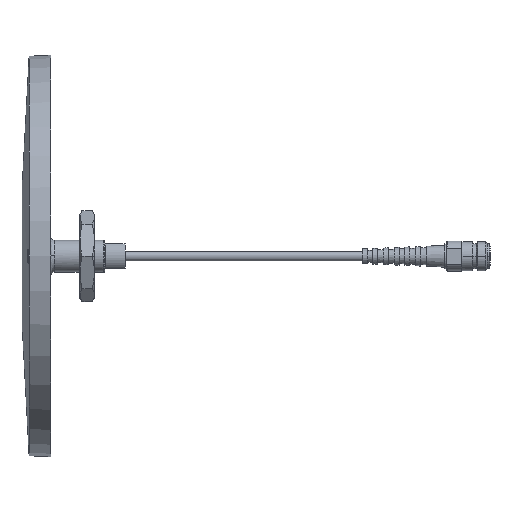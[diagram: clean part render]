
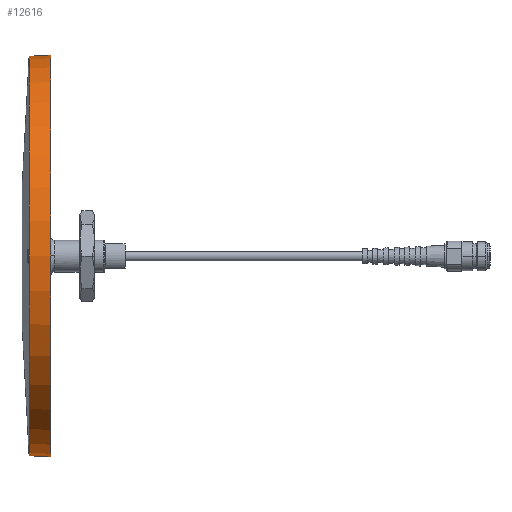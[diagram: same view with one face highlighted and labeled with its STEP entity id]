
A CAD part, left-side view. The second image highlights one B-rep face of the part: STEP entity #12616.
In plain terms, the highlighted conical face has half-angle 2.5 degrees and reference radius 110 mm.
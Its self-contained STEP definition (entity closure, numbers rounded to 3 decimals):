
#488 = CARTESIAN_POINT ( 'NONE',  ( 0., -0.2, 110.15 ) ) ;
#1105 = ORIENTED_EDGE ( 'NONE', *, *, #10947, .T. ) ;
#1770 = VERTEX_POINT ( 'NONE', #6284 ) ;
#2232 = EDGE_CURVE ( 'NONE', #10142, #5706, #3155, .T. ) ;
#2457 = CARTESIAN_POINT ( 'NONE',  ( 0., -0.2, 0.15 ) ) ;
#2965 = LINE ( 'NONE', #19071, #7349 ) ;
#3155 = LINE ( 'NONE', #488, #21927 ) ;
#3166 = DIRECTION ( 'NONE',  ( 0., 0., -1. ) ) ;
#5210 = EDGE_CURVE ( 'NONE', #1770, #8935, #2965, .T. ) ;
#5706 = VERTEX_POINT ( 'NONE', #18635 ) ;
#6125 = ORIENTED_EDGE ( 'NONE', *, *, #20481, .F. ) ;
#6284 = CARTESIAN_POINT ( 'NONE',  ( 0., 11.8, -109.326 ) ) ;
#7349 = VECTOR ( 'NONE', #10893, 1000. ) ;
#8154 = CARTESIAN_POINT ( 'NONE',  ( 0., -0.2, -109.85 ) ) ;
#8790 = DIRECTION ( 'NONE',  ( 0., 0., -1. ) ) ;
#8935 = VERTEX_POINT ( 'NONE', #8154 ) ;
#9397 = ORIENTED_EDGE ( 'NONE', *, *, #2232, .F. ) ;
#9871 = CARTESIAN_POINT ( 'NONE',  ( 0., 11.8, 0.15 ) ) ;
#10106 = AXIS2_PLACEMENT_3D ( 'NONE', #2457, #18319, #14300 ) ;
#10142 = VERTEX_POINT ( 'NONE', #21831 ) ;
#10893 = DIRECTION ( 'NONE',  ( 0., -0.999, -0.044 ) ) ;
#10947 = EDGE_CURVE ( 'NONE', #8935, #5706, #16766, .T. ) ;
#12261 = AXIS2_PLACEMENT_3D ( 'NONE', #20754, #12958, #8790 ) ;
#12383 = EDGE_LOOP ( 'NONE', ( #9397, #6125, #12668, #1105 ) ) ;
#12616 = ADVANCED_FACE ( 'NONE', ( #19054 ), #16812, .T. ) ;
#12668 = ORIENTED_EDGE ( 'NONE', *, *, #5210, .T. ) ;
#12958 = DIRECTION ( 'NONE',  ( 0., -1., 0. ) ) ;
#14300 = DIRECTION ( 'NONE',  ( 0., 0., -1. ) ) ;
#16245 = DIRECTION ( 'NONE',  ( 0., -0.999, 0.044 ) ) ;
#16766 = CIRCLE ( 'NONE', #10106, 110. ) ;
#16812 = CONICAL_SURFACE ( 'NONE', #12261, 110., 0.044 ) ;
#18319 = DIRECTION ( 'NONE',  ( 0., 1., 0. ) ) ;
#18635 = CARTESIAN_POINT ( 'NONE',  ( 0., -0.2, 110.15 ) ) ;
#19054 = FACE_OUTER_BOUND ( 'NONE', #12383, .T. ) ;
#19071 = CARTESIAN_POINT ( 'NONE',  ( 0., -0.2, -109.85 ) ) ;
#19699 = CIRCLE ( 'NONE', #21390, 109.476 ) ;
#20481 = EDGE_CURVE ( 'NONE', #1770, #10142, #19699, .T. ) ;
#20754 = CARTESIAN_POINT ( 'NONE',  ( 0., -0.2, 0.15 ) ) ;
#20975 = DIRECTION ( 'NONE',  ( 0., 1., 0. ) ) ;
#21390 = AXIS2_PLACEMENT_3D ( 'NONE', #9871, #20975, #3166 ) ;
#21831 = CARTESIAN_POINT ( 'NONE',  ( 0., 11.8, 109.626 ) ) ;
#21927 = VECTOR ( 'NONE', #16245, 1000. ) ;
